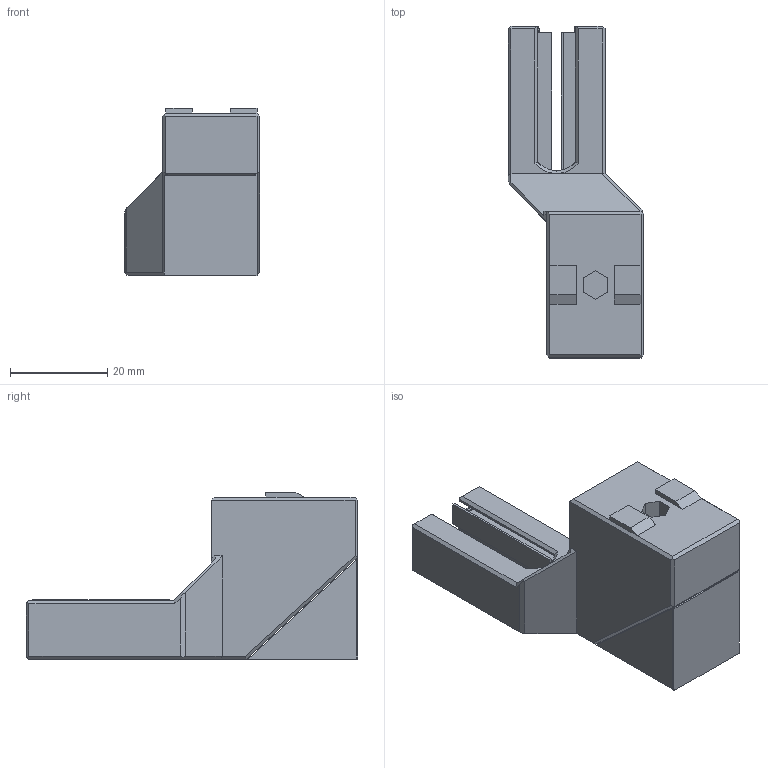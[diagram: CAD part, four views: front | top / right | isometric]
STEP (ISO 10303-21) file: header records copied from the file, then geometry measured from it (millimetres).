
FILE_DESCRIPTION(('STEP AP214'),'1');
FILE_NAME('EuclidDockV2.stp','2021-09-21T05:14:28',(' '),(' '),'Spatial InterOp 3D',' ',' ');
FILE_SCHEMA(('automotive_design'));
Length unit declared in the file: inch
Products named in the file (4): 1; 2; 3; 4
Bounding box: 28 x 68.42 x 34.53 mm (x, y, z)
Volume: 21372 mm3; surface area: 11423.8 mm2
Topology: 4 solids, 4 shells, 182 faces, 468 edges, 295 vertices
Faces by surface type: plane 130, cylinder 36, cone 12, sphere 4
Entity records: 6971 total; most frequent: CARTESIAN_POINT 1010, ORIENTED_EDGE 936, DIRECTION 896, EDGE_CURVE 468, LINE 360, VECTOR 360, VERTEX_POINT 295, AXIS2_PLACEMENT_3D 268
